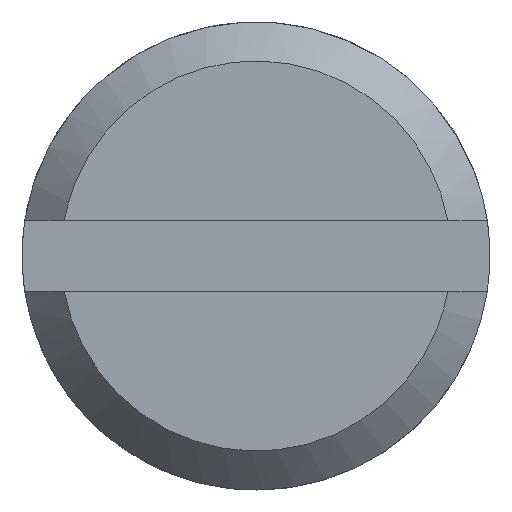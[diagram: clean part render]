
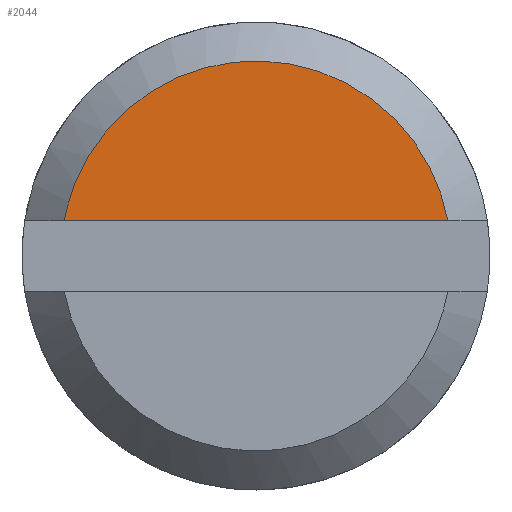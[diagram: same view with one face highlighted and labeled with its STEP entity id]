
A CAD part, front view. The second image highlights one B-rep face of the part: STEP entity #2044.
In plain terms, the highlighted free-form (B-spline) face has degree [1, 1] with [2, 2] control points.
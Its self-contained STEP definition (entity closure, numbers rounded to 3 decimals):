
#1857=CARTESIAN_POINT('',(-8.0,-4.918,0.9));
#1858=VERTEX_POINT('',#1857);
#1866=CARTESIAN_POINT('',(-8.0,4.918,0.9));
#1867=VERTEX_POINT('',#1866);
#1868=CARTESIAN_POINT('',(-8.0,4.918,0.9));
#1869=CARTESIAN_POINT('',(-8.0,-4.918,0.9));
#1870=QUASI_UNIFORM_CURVE('',1,(#1868,#1869),.UNSPECIFIED.,.F.,.U.);
#1871=EDGE_CURVE('',#1867,#1858,#1870,.T.);
#2006=CARTESIAN_POINT('',(-8.0,-4.918,0.9));
#2007=CARTESIAN_POINT('',(-8.0,-4.168,5.));
#2008=CARTESIAN_POINT('',(-8.0,0.0,5.));
#2009=CARTESIAN_POINT('',(-8.0,4.168,5.));
#2010=CARTESIAN_POINT('',(-8.0,4.918,0.9));
#2018=(BOUNDED_CURVE()B_SPLINE_CURVE(2,(#2006,#2007,#2008,#2009,#2010),.UNSPECIFIED.,.F.,.U.)B_SPLINE_CURVE_WITH_KNOTS((3,2,3),(0.0,0.5,1.0),.UNSPECIFIED.)CURVE()GEOMETRIC_REPRESENTATION_ITEM()RATIONAL_B_SPLINE_CURVE((1.0,0.768,1.0,0.768,1.0))REPRESENTATION_ITEM(''));
#2019=EDGE_CURVE('',#1858,#1867,#2018,.T.);
#2035=CARTESIAN_POINT('',(-8.0,-5.41,0.695));
#2036=CARTESIAN_POINT('',(-8.0,5.41,0.695));
#2037=CARTESIAN_POINT('',(-8.0,-5.41,5.205));
#2038=CARTESIAN_POINT('',(-8.0,5.41,5.205));
#2039=B_SPLINE_SURFACE_WITH_KNOTS('',1,1,((#2035,#2037),(#2036,#2038)),.UNSPECIFIED.,.F.,.F.,.U.,(2,2),(2,2),(0.0,10.819),(0.0,4.51),.UNSPECIFIED.);
#2040=ORIENTED_EDGE('',*,*,#1871,.T.);
#2041=ORIENTED_EDGE('',*,*,#2019,.T.);
#2042=EDGE_LOOP('',(#2040,#2041));
#2043=FACE_OUTER_BOUND('',#2042,.T.);
#2044=ADVANCED_FACE('',(#2043),#2039,.F.);
